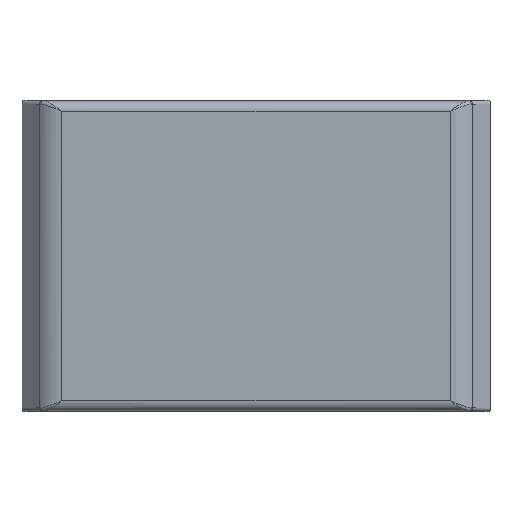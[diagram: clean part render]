
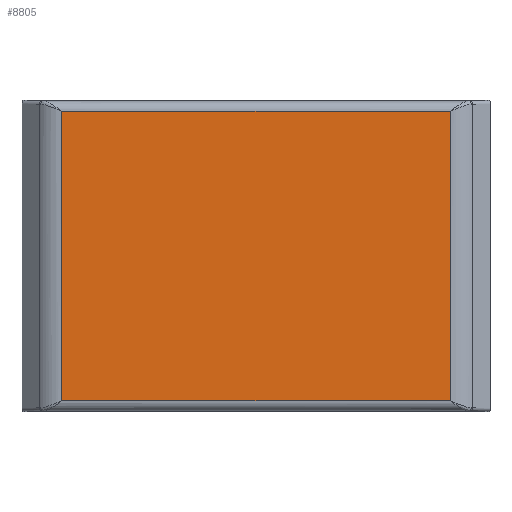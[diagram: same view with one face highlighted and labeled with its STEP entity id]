
A CAD part, front view. The second image highlights one B-rep face of the part: STEP entity #8805.
In plain terms, the highlighted planar face has unit normal (0, -1, 0).
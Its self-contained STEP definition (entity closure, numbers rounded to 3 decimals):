
#139 = ORIENTED_EDGE ( 'NONE', *, *, #5267, .F. ) ;
#273 = VECTOR ( 'NONE', #6476, 1000. ) ;
#1744 = AXIS2_PLACEMENT_3D ( 'NONE', #2716, #2077, #6572 ) ;
#2077 = DIRECTION ( 'NONE',  ( 0., 1., 0. ) ) ;
#2179 = VECTOR ( 'NONE', #8701, 1000. ) ;
#2716 = CARTESIAN_POINT ( 'NONE',  ( -58.4, -8., 43.8 ) ) ;
#3063 = CARTESIAN_POINT ( 'NONE',  ( 54.672, -8., -40.712 ) ) ;
#3214 = CARTESIAN_POINT ( 'NONE',  ( -54.672, -8., 40.712 ) ) ;
#3462 = EDGE_LOOP ( 'NONE', ( #10285, #5213, #139, #3784 ) ) ;
#3552 = VECTOR ( 'NONE', #11634, 1000. ) ;
#3657 = LINE ( 'NONE', #5485, #3552 ) ;
#3720 = LINE ( 'NONE', #8862, #2179 ) ;
#3784 = ORIENTED_EDGE ( 'NONE', *, *, #5094, .F. ) ;
#3967 = CARTESIAN_POINT ( 'NONE',  ( -58.4, -8., 40.712 ) ) ;
#4421 = VERTEX_POINT ( 'NONE', #3214 ) ;
#4510 = EDGE_CURVE ( 'NONE', #5407, #4421, #3657, .T. ) ;
#4596 = VERTEX_POINT ( 'NONE', #6798 ) ;
#4673 = EDGE_CURVE ( 'NONE', #4421, #4596, #5459, .T. ) ;
#4834 = DIRECTION ( 'NONE',  ( 1., 0., 0. ) ) ;
#4886 = CARTESIAN_POINT ( 'NONE',  ( -54.672, -8., -40.712 ) ) ;
#5094 = EDGE_CURVE ( 'NONE', #4596, #7233, #3720, .T. ) ;
#5213 = ORIENTED_EDGE ( 'NONE', *, *, #4510, .F. ) ;
#5267 = EDGE_CURVE ( 'NONE', #7233, #5407, #11114, .T. ) ;
#5407 = VERTEX_POINT ( 'NONE', #4886 ) ;
#5459 = LINE ( 'NONE', #3967, #12127 ) ;
#5485 = CARTESIAN_POINT ( 'NONE',  ( -54.672, -8., 43.8 ) ) ;
#6432 = CARTESIAN_POINT ( 'NONE',  ( -58.4, -8., -40.712 ) ) ;
#6476 = DIRECTION ( 'NONE',  ( -1., 0., 0. ) ) ;
#6572 = DIRECTION ( 'NONE',  ( 0., 0., 1. ) ) ;
#6798 = CARTESIAN_POINT ( 'NONE',  ( 54.672, -8., 40.712 ) ) ;
#7233 = VERTEX_POINT ( 'NONE', #3063 ) ;
#8701 = DIRECTION ( 'NONE',  ( 0., 0., -1. ) ) ;
#8805 = ADVANCED_FACE ( 'NONE', ( #10453 ), #9845, .F. ) ;
#8862 = CARTESIAN_POINT ( 'NONE',  ( 54.672, -8., 43.8 ) ) ;
#9845 = PLANE ( 'NONE',  #1744 ) ;
#10285 = ORIENTED_EDGE ( 'NONE', *, *, #4673, .F. ) ;
#10453 = FACE_OUTER_BOUND ( 'NONE', #3462, .T. ) ;
#11114 = LINE ( 'NONE', #6432, #273 ) ;
#11634 = DIRECTION ( 'NONE',  ( 0., 0., 1. ) ) ;
#12127 = VECTOR ( 'NONE', #4834, 1000. ) ;
